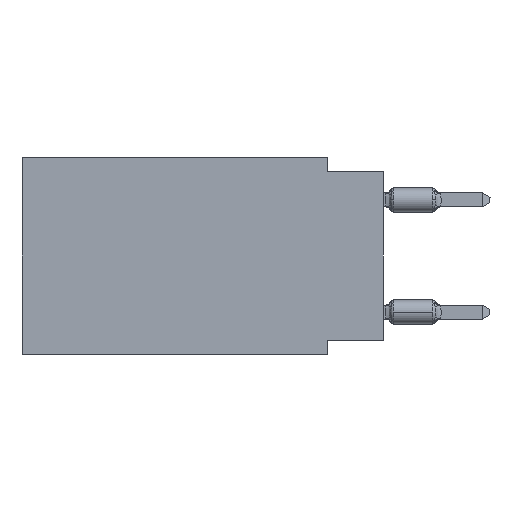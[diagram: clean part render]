
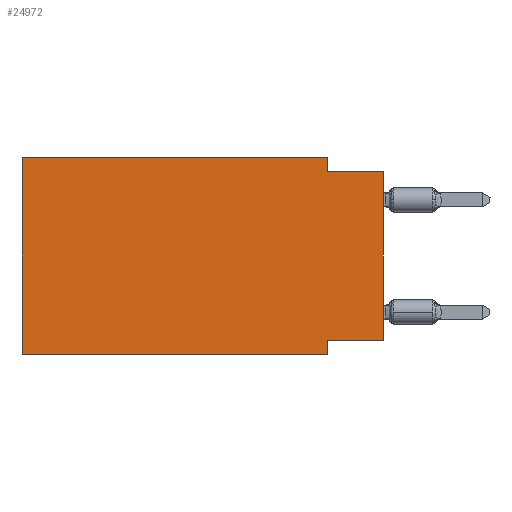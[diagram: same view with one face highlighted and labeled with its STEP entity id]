
A CAD part, left-side view. The second image highlights one B-rep face of the part: STEP entity #24972.
In plain terms, the highlighted planar face has unit normal (-1, 0, 0).
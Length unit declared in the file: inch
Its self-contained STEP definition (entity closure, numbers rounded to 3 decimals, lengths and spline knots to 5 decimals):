
#1492 = CARTESIAN_POINT ( 'NONE',  ( 0., 0., -0.325 ) ) ;
#1915 = CARTESIAN_POINT ( 'NONE',  ( 0., 0.645, 0. ) ) ;
#2100 = PLANE ( 'NONE',  #17553 ) ;
#2792 = DIRECTION ( 'NONE',  ( 0., -1., 0. ) ) ;
#2888 = EDGE_CURVE ( 'NONE', #18576, #12411, #10570, .T. ) ;
#3451 = ORIENTED_EDGE ( 'NONE', *, *, #11922, .F. ) ;
#4621 = VERTEX_POINT ( 'NONE', #26599 ) ;
#4879 = VERTEX_POINT ( 'NONE', #35343 ) ;
#4950 = DIRECTION ( 'NONE',  ( 0., 1., 0. ) ) ;
#5550 = CARTESIAN_POINT ( 'NONE',  ( 0., 0.645, 0. ) ) ;
#5840 = VECTOR ( 'NONE', #36967, 39.37008 ) ;
#7132 = VECTOR ( 'NONE', #16577, 39.37008 ) ;
#7456 = VECTOR ( 'NONE', #35851, 39.37008 ) ;
#7995 = CARTESIAN_POINT ( 'NONE',  ( 0., 0.1, -0.35 ) ) ;
#8059 = LINE ( 'NONE', #1915, #32297 ) ;
#8403 = CARTESIAN_POINT ( 'NONE',  ( 0., 0.645, 0. ) ) ;
#9354 = CARTESIAN_POINT ( 'NONE',  ( 0., 0.645, -0.35 ) ) ;
#10570 = LINE ( 'NONE', #10753, #30046 ) ;
#10753 = CARTESIAN_POINT ( 'NONE',  ( 0., 0.1, 0. ) ) ;
#11486 = VECTOR ( 'NONE', #2792, 39.37008 ) ;
#11922 = EDGE_CURVE ( 'NONE', #12411, #4621, #37175, .T. ) ;
#12152 = CARTESIAN_POINT ( 'NONE',  ( 0., 0.1, -0.325 ) ) ;
#12160 = VERTEX_POINT ( 'NONE', #28936 ) ;
#12411 = VERTEX_POINT ( 'NONE', #31157 ) ;
#12556 = ORIENTED_EDGE ( 'NONE', *, *, #29221, .F. ) ;
#12813 = LINE ( 'NONE', #9354, #11486 ) ;
#13737 = EDGE_CURVE ( 'NONE', #12160, #20270, #14180, .T. ) ;
#14026 = DIRECTION ( 'NONE',  ( 0., 0., -1. ) ) ;
#14180 = LINE ( 'NONE', #1492, #23629 ) ;
#15382 = VERTEX_POINT ( 'NONE', #17515 ) ;
#15776 = CARTESIAN_POINT ( 'NONE',  ( 0., 0., 0. ) ) ;
#16577 = DIRECTION ( 'NONE',  ( 0., 0., -1. ) ) ;
#17515 = CARTESIAN_POINT ( 'NONE',  ( 0., 0.645, -0.35 ) ) ;
#17553 = AXIS2_PLACEMENT_3D ( 'NONE', #5550, #39768, #30536 ) ;
#17862 = FACE_OUTER_BOUND ( 'NONE', #31678, .T. ) ;
#18576 = VERTEX_POINT ( 'NONE', #21461 ) ;
#18895 = VECTOR ( 'NONE', #28224, 39.37008 ) ;
#19487 = ORIENTED_EDGE ( 'NONE', *, *, #36981, .F. ) ;
#20270 = VERTEX_POINT ( 'NONE', #12152 ) ;
#20845 = ORIENTED_EDGE ( 'NONE', *, *, #26381, .F. ) ;
#20965 = ORIENTED_EDGE ( 'NONE', *, *, #13737, .F. ) ;
#21461 = CARTESIAN_POINT ( 'NONE',  ( 0., 0.1, 0. ) ) ;
#23469 = ORIENTED_EDGE ( 'NONE', *, *, #2888, .F. ) ;
#23629 = VECTOR ( 'NONE', #4950, 39.37008 ) ;
#24972 = ADVANCED_FACE ( 'NONE', ( #17862 ), #2100, .F. ) ;
#25422 = ORIENTED_EDGE ( 'NONE', *, *, #30798, .T. ) ;
#25649 = ORIENTED_EDGE ( 'NONE', *, *, #26329, .T. ) ;
#26329 = EDGE_CURVE ( 'NONE', #12160, #4621, #28424, .T. ) ;
#26381 = EDGE_CURVE ( 'NONE', #20270, #30160, #35433, .T. ) ;
#26599 = CARTESIAN_POINT ( 'NONE',  ( 0., 0., -0.025 ) ) ;
#28224 = DIRECTION ( 'NONE',  ( 0., 0., 1. ) ) ;
#28424 = LINE ( 'NONE', #15776, #18895 ) ;
#28936 = CARTESIAN_POINT ( 'NONE',  ( 0., 0., -0.325 ) ) ;
#29221 = EDGE_CURVE ( 'NONE', #4879, #18576, #36661, .T. ) ;
#30046 = VECTOR ( 'NONE', #14026, 39.37008 ) ;
#30160 = VERTEX_POINT ( 'NONE', #40365 ) ;
#30536 = DIRECTION ( 'NONE',  ( 0., 0., -1. ) ) ;
#30798 = EDGE_CURVE ( 'NONE', #15382, #30160, #12813, .T. ) ;
#31157 = CARTESIAN_POINT ( 'NONE',  ( 0., 0.1, -0.025 ) ) ;
#31678 = EDGE_LOOP ( 'NONE', ( #25649, #3451, #23469, #12556, #19487, #25422, #20845, #20965 ) ) ;
#32297 = VECTOR ( 'NONE', #39787, 39.37008 ) ;
#34293 = CARTESIAN_POINT ( 'NONE',  ( 0., 0., -0.025 ) ) ;
#35343 = CARTESIAN_POINT ( 'NONE',  ( 0., 0.645, 0. ) ) ;
#35433 = LINE ( 'NONE', #7995, #7132 ) ;
#35851 = DIRECTION ( 'NONE',  ( 0., -1., 0. ) ) ;
#36661 = LINE ( 'NONE', #8403, #7456 ) ;
#36967 = DIRECTION ( 'NONE',  ( 0., -1., 0. ) ) ;
#36981 = EDGE_CURVE ( 'NONE', #15382, #4879, #8059, .T. ) ;
#37175 = LINE ( 'NONE', #34293, #5840 ) ;
#39768 = DIRECTION ( 'NONE',  ( 1., 0., 0. ) ) ;
#39787 = DIRECTION ( 'NONE',  ( 0., 0., 1. ) ) ;
#40365 = CARTESIAN_POINT ( 'NONE',  ( 0., 0.1, -0.35 ) ) ;
